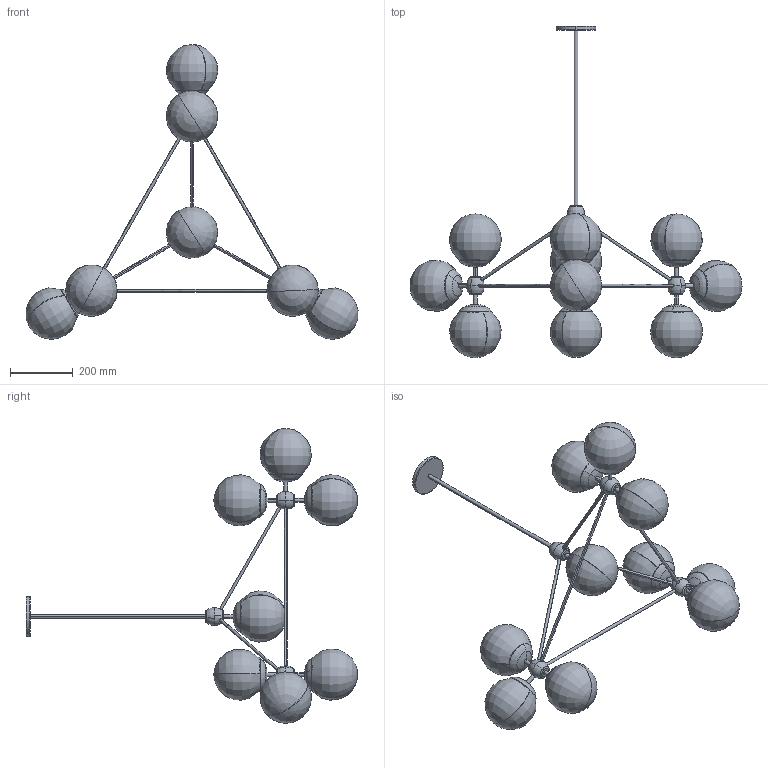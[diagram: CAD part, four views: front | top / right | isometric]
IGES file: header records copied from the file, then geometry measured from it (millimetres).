
Start section: SolidWorks IGES file using analytic representation for surfaces
Global section: file name: MODC3 - Modo Chandelier - 3 Sided 10 Globes.IGS; native system: SolidWorks 2015; preprocessor: SolidWorks 2015; author: Design; date: 190405.173713; units: millimetre
Bounding box: 1059.23 x 1056.76 x 940.56 mm (x, y, z)
Surface area: 2319380.9 mm2 (no closed solid volume)
Topology: 0 solids, 31 shells, 590 faces, 1543 edges, 944 vertices
Faces by surface type: revolution 430, bspline 100, plane 60
